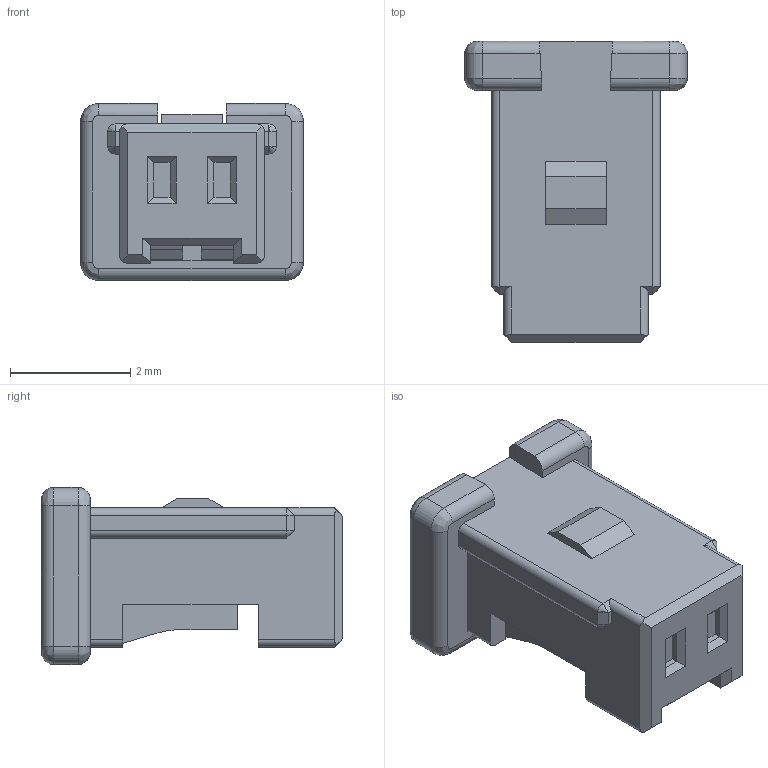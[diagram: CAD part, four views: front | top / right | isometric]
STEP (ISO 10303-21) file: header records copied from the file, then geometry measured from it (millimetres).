
FILE_DESCRIPTION((''),'2;1');
FILE_NAME('5013300200','2017-07-21T',('ksrinivasara'),(''),'PRO/ENGINEER BY PARAMETRIC TECHNOLOGY CORPORATION, 2012310','PRO/ENGINEER BY PARAMETRIC TECHNOLOGY CORPORATION, 2012310','');
FILE_SCHEMA(('CONFIG_CONTROL_DESIGN'));
Length unit declared in the file: millimetre
Products named in the file (1): 5013300200
Bounding box: 3.7 x 5 x 2.94 mm (x, y, z)
Volume: 28.5 mm3; surface area: 75.4 mm2
Topology: 1 solids, 1 shells, 145 faces, 376 edges, 234 vertices
Faces by surface type: plane 107, cylinder 26, bspline 8, cone 4
Entity records: 4457 total; most frequent: CARTESIAN_POINT 925, ORIENTED_EDGE 744, DIRECTION 686, EDGE_CURVE 372, VECTOR 306, LINE 306, VERTEX_POINT 234, AXIS2_PLACEMENT_3D 190
